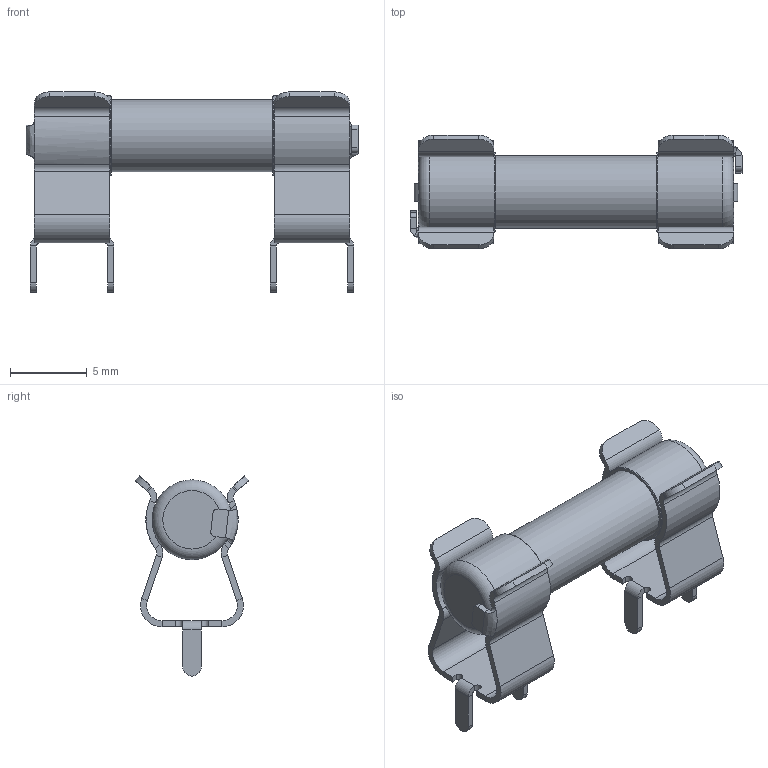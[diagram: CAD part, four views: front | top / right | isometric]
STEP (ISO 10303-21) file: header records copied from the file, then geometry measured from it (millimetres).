
FILE_DESCRIPTION(('STEP AP214'), '1');
FILE_NAME('KLS5-266', '2020-06-23T12:16:33', ('AF'), (''), 'UNSPECIFIED', 'UNSPECIFIED', '');
FILE_SCHEMA(('AUTOMOTIVE_DESIGN { 1 0 10303 214 3 1 1}'));
Length unit declared in the file: millimetre
Assembly tree (2 placements, depth 2):
  (unnamed)
    (unnamed)
    (unnamed)
Bounding box: 21.6 x 7.4 x 13.02 mm (x, y, z)
Volume: 271.3 mm3; surface area: 1502.5 mm2
Topology: 6 solids, 6 shells, 223 faces, 493 edges, 288 vertices
Faces by surface type: plane 134, cylinder 71, bspline 12, torus 6
Full cylindrical faces by diameter (mm): 0.1 x1, 3.7 x1, 4.7 x1, 4.8 x2, 5.2 x2
Entity records: 8679 total; most frequent: CARTESIAN_POINT 1858, DIRECTION 1048, ORIENTED_EDGE 928, EDGE_CURVE 464, AXIS2_PLACEMENT_3D 378, LINE 292, VECTOR 292, VERTEX_POINT 268
